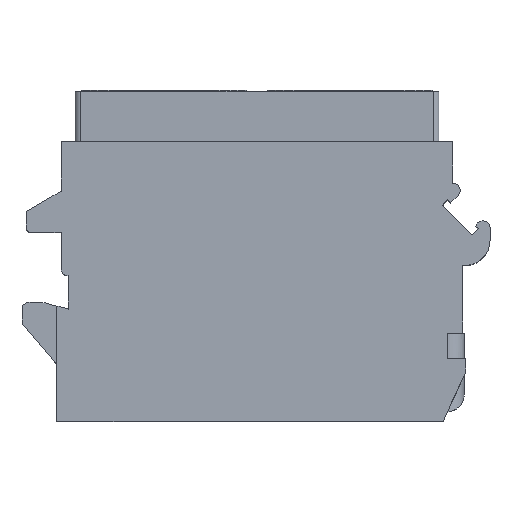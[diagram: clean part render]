
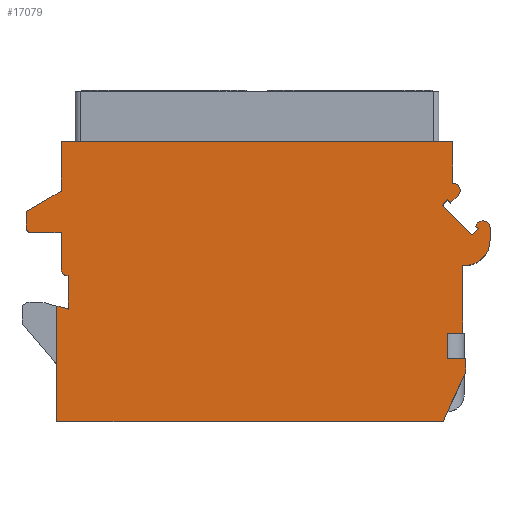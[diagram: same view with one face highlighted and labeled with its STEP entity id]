
A CAD part, top view. The second image highlights one B-rep face of the part: STEP entity #17079.
In plain terms, the highlighted planar face has unit normal (0, 0, 1).
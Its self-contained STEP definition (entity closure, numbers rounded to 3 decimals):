
#1069=DIRECTION('',(-1.,0.,0.));
#1070=VECTOR('',#1069,1.1);
#1071=CARTESIAN_POINT('',(14.7,6.3,7.));
#1072=LINE('',#1071,#1070);
#1073=DIRECTION('',(0.,-1.,0.));
#1074=VECTOR('',#1073,1.8);
#1075=CARTESIAN_POINT('',(13.6,6.3,7.));
#1076=LINE('',#1075,#1074);
#1077=DIRECTION('',(1.,0.,0.));
#1078=VECTOR('',#1077,1.3);
#1079=CARTESIAN_POINT('',(13.6,4.5,7.));
#1080=LINE('',#1079,#1078);
#1081=DIRECTION('',(0.,1.,0.));
#1082=VECTOR('',#1081,1.);
#1083=CARTESIAN_POINT('',(14.9,3.5,7.));
#1084=LINE('',#1083,#1082);
#1085=DIRECTION('',(0.416,0.909,0.));
#1086=VECTOR('',#1085,3.848);
#1087=CARTESIAN_POINT('',(13.3,0.,7.));
#1088=LINE('',#1087,#1086);
#1089=DIRECTION('',(1.,0.,0.));
#1090=VECTOR('',#1089,27.6);
#1091=CARTESIAN_POINT('',(-14.3,0.,7.));
#1092=LINE('',#1091,#1090);
#1093=DIRECTION('',(0.,-1.,0.));
#1094=VECTOR('',#1093,8.232);
#1095=CARTESIAN_POINT('',(-14.3,8.232,7.));
#1096=LINE('',#1095,#1094);
#1097=DIRECTION('',(-0.966,0.259,0.));
#1098=VECTOR('',#1097,0.828);
#1099=CARTESIAN_POINT('',(-13.5,8.018,7.));
#1100=LINE('',#1099,#1098);
#1101=DIRECTION('',(0.,-1.,0.));
#1102=VECTOR('',#1101,2.382);
#1103=CARTESIAN_POINT('',(-13.5,10.4,7.));
#1104=LINE('',#1103,#1102);
#1105=CARTESIAN_POINT('',(-13.5,10.9,7.));
#1106=DIRECTION('',(0.,0.,1.));
#1107=DIRECTION('',(-1.,0.,0.));
#1108=AXIS2_PLACEMENT_3D('',#1105,#1106,#1107);
#1110=DIRECTION('',(0.,-1.,0.));
#1111=VECTOR('',#1110,2.6);
#1112=CARTESIAN_POINT('',(-14.,13.5,7.));
#1113=LINE('',#1112,#1111);
#1114=DIRECTION('',(1.,0.,0.));
#1115=VECTOR('',#1114,2.2);
#1116=CARTESIAN_POINT('',(-16.2,13.5,7.));
#1117=LINE('',#1116,#1115);
#1118=CARTESIAN_POINT('',(-16.2,13.8,7.));
#1119=DIRECTION('',(0.,0.,1.));
#1120=DIRECTION('',(-1.,0.,0.));
#1121=AXIS2_PLACEMENT_3D('',#1118,#1119,#1120);
#1123=DIRECTION('',(0.,-1.,0.));
#1124=VECTOR('',#1123,1.2);
#1125=CARTESIAN_POINT('',(-16.5,15.,7.));
#1126=LINE('',#1125,#1124);
#1127=DIRECTION('',(-0.866,-0.5,0.));
#1128=VECTOR('',#1127,2.887);
#1129=CARTESIAN_POINT('',(-14.,16.443,7.));
#1130=LINE('',#1129,#1128);
#1131=DIRECTION('',(0.,-1.,0.));
#1132=VECTOR('',#1131,3.557);
#1133=CARTESIAN_POINT('',(-14.,20.,7.));
#1134=LINE('',#1133,#1132);
#1135=DIRECTION('',(-1.,0.,0.));
#1136=VECTOR('',#1135,28.);
#1137=CARTESIAN_POINT('',(14.,20.,7.));
#1138=LINE('',#1137,#1136);
#1139=DIRECTION('',(0.,1.,0.));
#1140=VECTOR('',#1139,3.);
#1141=CARTESIAN_POINT('',(14.,17.,7.));
#1142=LINE('',#1141,#1140);
#1143=DIRECTION('',(-1.,0.,0.));
#1144=VECTOR('',#1143,0.01);
#1145=CARTESIAN_POINT('',(14.01,17.,7.));
#1146=LINE('',#1145,#1144);
#1147=CARTESIAN_POINT('',(14.01,16.5,7.));
#1148=DIRECTION('',(0.,0.,1.));
#1149=DIRECTION('',(0.718,-0.696,0.));
#1150=AXIS2_PLACEMENT_3D('',#1147,#1148,#1149);
#1152=DIRECTION('',(0.696,0.718,0.));
#1153=VECTOR('',#1152,0.738);
#1154=CARTESIAN_POINT('',(13.856,15.622,7.));
#1155=LINE('',#1154,#1153);
#1156=DIRECTION('',(0.718,-0.696,0.));
#1157=VECTOR('',#1156,0.3);
#1158=CARTESIAN_POINT('',(13.64,15.831,7.));
#1159=LINE('',#1158,#1157);
#1160=DIRECTION('',(0.696,0.718,0.));
#1161=VECTOR('',#1160,0.6);
#1162=CARTESIAN_POINT('',(13.223,15.4,7.));
#1163=LINE('',#1162,#1161);
#1164=DIRECTION('',(-0.718,0.696,0.));
#1165=VECTOR('',#1164,3.);
#1166=CARTESIAN_POINT('',(15.378,13.313,7.));
#1167=LINE('',#1166,#1165);
#1168=DIRECTION('',(-0.696,-0.718,0.));
#1169=VECTOR('',#1168,0.6);
#1170=CARTESIAN_POINT('',(15.795,13.744,7.));
#1171=LINE('',#1170,#1169);
#1172=DIRECTION('',(0.718,-0.696,0.));
#1173=VECTOR('',#1172,0.3);
#1174=CARTESIAN_POINT('',(15.58,13.953,7.));
#1175=LINE('',#1174,#1173);
#1176=DIRECTION('',(-0.696,-0.718,0.));
#1177=VECTOR('',#1176,0.303);
#1178=CARTESIAN_POINT('',(15.791,14.17,7.));
#1179=LINE('',#1178,#1177);
#1180=CARTESIAN_POINT('',(16.15,13.822,7.));
#1181=DIRECTION('',(0.,0.,1.));
#1182=DIRECTION('',(1.,0.,0.));
#1183=AXIS2_PLACEMENT_3D('',#1180,#1181,#1182);
#1185=DIRECTION('',(0.,1.,0.));
#1186=VECTOR('',#1185,0.893);
#1187=CARTESIAN_POINT('',(16.65,12.93,7.));
#1188=LINE('',#1187,#1186);
#1189=CARTESIAN_POINT('',(14.85,12.93,7.));
#1190=DIRECTION('',(0.,0.,1.));
#1191=DIRECTION('',(-0.083,-0.997,0.));
#1192=AXIS2_PLACEMENT_3D('',#1189,#1190,#1191);
#1194=DIRECTION('',(0.,1.,0.));
#1195=VECTOR('',#1194,4.836);
#1196=CARTESIAN_POINT('',(14.7,6.3,7.));
#1197=LINE('',#1196,#1195);
#13380=CARTESIAN_POINT('',(-14.,20.,7.));
#13381=CARTESIAN_POINT('',(-14.,16.443,7.));
#13382=VERTEX_POINT('',#13380);
#13383=VERTEX_POINT('',#13381);
#13384=CARTESIAN_POINT('',(-16.5,15.,7.));
#13385=VERTEX_POINT('',#13384);
#13386=CARTESIAN_POINT('',(-16.5,13.8,7.));
#13387=VERTEX_POINT('',#13386);
#13388=CARTESIAN_POINT('',(-16.2,13.5,7.));
#13389=VERTEX_POINT('',#13388);
#13390=CARTESIAN_POINT('',(-14.,13.5,7.));
#13391=VERTEX_POINT('',#13390);
#13392=CARTESIAN_POINT('',(-14.,10.9,7.));
#13393=VERTEX_POINT('',#13392);
#13394=CARTESIAN_POINT('',(-13.5,10.4,7.));
#13395=VERTEX_POINT('',#13394);
#13396=CARTESIAN_POINT('',(-13.5,8.018,7.));
#13397=VERTEX_POINT('',#13396);
#13398=CARTESIAN_POINT('',(-14.3,8.232,7.));
#13399=VERTEX_POINT('',#13398);
#13400=CARTESIAN_POINT('',(-14.3,0.,7.));
#13401=VERTEX_POINT('',#13400);
#13402=CARTESIAN_POINT('',(13.3,0.,7.));
#13403=VERTEX_POINT('',#13402);
#13404=CARTESIAN_POINT('',(14.9,3.5,7.));
#13405=VERTEX_POINT('',#13404);
#13406=CARTESIAN_POINT('',(14.7,11.136,7.));
#13407=CARTESIAN_POINT('',(16.65,12.93,7.));
#13408=VERTEX_POINT('',#13406);
#13409=VERTEX_POINT('',#13407);
#13410=CARTESIAN_POINT('',(16.65,13.822,7.));
#13411=VERTEX_POINT('',#13410);
#13412=CARTESIAN_POINT('',(15.791,14.17,7.));
#13413=VERTEX_POINT('',#13412);
#13414=CARTESIAN_POINT('',(15.58,13.953,7.));
#13415=VERTEX_POINT('',#13414);
#13416=CARTESIAN_POINT('',(15.795,13.744,7.));
#13417=VERTEX_POINT('',#13416);
#13418=CARTESIAN_POINT('',(15.378,13.313,7.));
#13419=VERTEX_POINT('',#13418);
#13420=CARTESIAN_POINT('',(13.223,15.4,7.));
#13421=VERTEX_POINT('',#13420);
#13422=CARTESIAN_POINT('',(13.64,15.831,7.));
#13423=VERTEX_POINT('',#13422);
#13424=CARTESIAN_POINT('',(13.856,15.622,7.));
#13425=VERTEX_POINT('',#13424);
#13426=CARTESIAN_POINT('',(14.369,16.152,7.));
#13427=VERTEX_POINT('',#13426);
#13428=CARTESIAN_POINT('',(14.01,17.,7.));
#13429=VERTEX_POINT('',#13428);
#13430=CARTESIAN_POINT('',(14.,17.,7.));
#13431=VERTEX_POINT('',#13430);
#13432=CARTESIAN_POINT('',(14.,20.,7.));
#13433=VERTEX_POINT('',#13432);
#13466=CARTESIAN_POINT('',(14.7,6.3,7.));
#13467=CARTESIAN_POINT('',(13.6,6.3,7.));
#13468=VERTEX_POINT('',#13466);
#13469=VERTEX_POINT('',#13467);
#13470=CARTESIAN_POINT('',(13.6,4.5,7.));
#13471=VERTEX_POINT('',#13470);
#13472=CARTESIAN_POINT('',(14.9,4.5,7.));
#13473=VERTEX_POINT('',#13472);
#17027=CARTESIAN_POINT('',(0.,0.,7.));
#17028=DIRECTION('',(0.,0.,1.));
#17029=DIRECTION('',(1.,0.,0.));
#17030=AXIS2_PLACEMENT_3D('',#17027,#17028,#17029);
#17031=PLANE('',#17030);
#17032=ORIENTED_EDGE('',*,*,#16688,.T.);
#17033=ORIENTED_EDGE('',*,*,#16703,.T.);
#17034=ORIENTED_EDGE('',*,*,#16720,.T.);
#17035=ORIENTED_EDGE('',*,*,#16747,.F.);
#17036=ORIENTED_EDGE('',*,*,#16760,.F.);
#17037=ORIENTED_EDGE('',*,*,#16780,.F.);
#17038=ORIENTED_EDGE('',*,*,#16799,.F.);
#17039=ORIENTED_EDGE('',*,*,#16842,.F.);
#17040=ORIENTED_EDGE('',*,*,#16924,.F.);
#17041=ORIENTED_EDGE('',*,*,#16938,.F.);
#17042=ORIENTED_EDGE('',*,*,#16952,.F.);
#17043=ORIENTED_EDGE('',*,*,#16966,.F.);
#17044=ORIENTED_EDGE('',*,*,#16980,.F.);
#17045=ORIENTED_EDGE('',*,*,#16994,.F.);
#17046=ORIENTED_EDGE('',*,*,#17008,.F.);
#17047=ORIENTED_EDGE('',*,*,#17021,.F.);
#17048=ORIENTED_EDGE('',*,*,#16553,.F.);
#17050=ORIENTED_EDGE('',*,*,#17049,.F.);
#17052=ORIENTED_EDGE('',*,*,#17051,.F.);
#17054=ORIENTED_EDGE('',*,*,#17053,.F.);
#17056=ORIENTED_EDGE('',*,*,#17055,.F.);
#17058=ORIENTED_EDGE('',*,*,#17057,.F.);
#17060=ORIENTED_EDGE('',*,*,#17059,.F.);
#17062=ORIENTED_EDGE('',*,*,#17061,.F.);
#17064=ORIENTED_EDGE('',*,*,#17063,.F.);
#17066=ORIENTED_EDGE('',*,*,#17065,.F.);
#17068=ORIENTED_EDGE('',*,*,#17067,.F.);
#17070=ORIENTED_EDGE('',*,*,#17069,.F.);
#17072=ORIENTED_EDGE('',*,*,#17071,.F.);
#17074=ORIENTED_EDGE('',*,*,#17073,.F.);
#17076=ORIENTED_EDGE('',*,*,#17075,.F.);
#17077=EDGE_LOOP('',(#17032,#17033,#17034,#17035,#17036,#17037,#17038,#17039,
#17040,#17041,#17042,#17043,#17044,#17045,#17046,#17047,#17048,#17050,#17052,
#17054,#17056,#17058,#17060,#17062,#17064,#17066,#17068,#17070,#17072,#17074,
#17076));
#17078=FACE_OUTER_BOUND('',#17077,.F.);
#17079=ADVANCED_FACE('',(#17078),#17031,.T.);
#1109=CIRCLE('',#1108,0.5);
#1122=CIRCLE('',#1121,0.3);
#1151=CIRCLE('',#1150,0.5);
#1184=CIRCLE('',#1183,0.5);
#1193=CIRCLE('',#1192,1.8);
#16553=EDGE_CURVE('',#13433,#13382,#1138,.T.);
#16688=EDGE_CURVE('',#13468,#13469,#1072,.T.);
#16703=EDGE_CURVE('',#13469,#13471,#1076,.T.);
#16720=EDGE_CURVE('',#13471,#13473,#1080,.T.);
#16747=EDGE_CURVE('',#13405,#13473,#1084,.T.);
#16760=EDGE_CURVE('',#13403,#13405,#1088,.T.);
#16780=EDGE_CURVE('',#13401,#13403,#1092,.T.);
#16799=EDGE_CURVE('',#13399,#13401,#1096,.T.);
#16842=EDGE_CURVE('',#13397,#13399,#1100,.T.);
#16924=EDGE_CURVE('',#13395,#13397,#1104,.T.);
#16938=EDGE_CURVE('',#13393,#13395,#1109,.T.);
#16952=EDGE_CURVE('',#13391,#13393,#1113,.T.);
#16966=EDGE_CURVE('',#13389,#13391,#1117,.T.);
#16980=EDGE_CURVE('',#13387,#13389,#1122,.T.);
#16994=EDGE_CURVE('',#13385,#13387,#1126,.T.);
#17008=EDGE_CURVE('',#13383,#13385,#1130,.T.);
#17021=EDGE_CURVE('',#13382,#13383,#1134,.T.);
#17049=EDGE_CURVE('',#13431,#13433,#1142,.T.);
#17051=EDGE_CURVE('',#13429,#13431,#1146,.T.);
#17053=EDGE_CURVE('',#13427,#13429,#1151,.T.);
#17055=EDGE_CURVE('',#13425,#13427,#1155,.T.);
#17057=EDGE_CURVE('',#13423,#13425,#1159,.T.);
#17059=EDGE_CURVE('',#13421,#13423,#1163,.T.);
#17061=EDGE_CURVE('',#13419,#13421,#1167,.T.);
#17063=EDGE_CURVE('',#13417,#13419,#1171,.T.);
#17065=EDGE_CURVE('',#13415,#13417,#1175,.T.);
#17067=EDGE_CURVE('',#13413,#13415,#1179,.T.);
#17069=EDGE_CURVE('',#13411,#13413,#1184,.T.);
#17071=EDGE_CURVE('',#13409,#13411,#1188,.T.);
#17073=EDGE_CURVE('',#13408,#13409,#1193,.T.);
#17075=EDGE_CURVE('',#13468,#13408,#1197,.T.);
